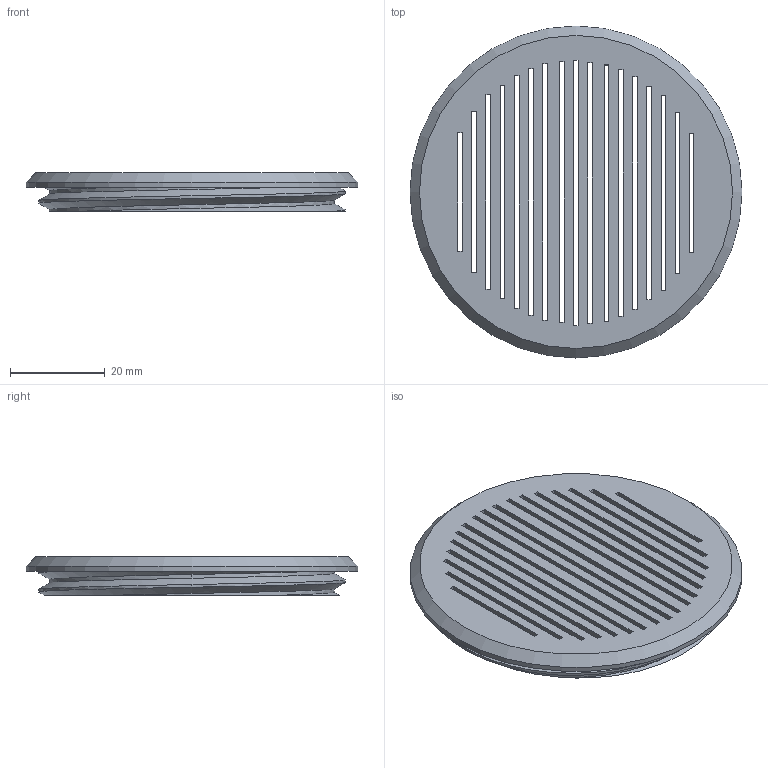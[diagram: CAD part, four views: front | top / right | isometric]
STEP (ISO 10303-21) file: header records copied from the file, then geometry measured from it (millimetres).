
FILE_DESCRIPTION(/* description */ (''),/* implementation_level */ '2;1');
FILE_NAME(/* name */ 'FireNose-Schraubboden.step',/* time_stamp */ '2025-11-08T18:19:04+01:00',/* author */ (''),/* organization */ (''),/* preprocessor_version */ 'ST-DEVELOPER v20.1',/* originating_system */ 'Autodesk Translation Framework v14.21.0.0',/* authorisation */ '');
FILE_SCHEMA (('AUTOMOTIVE_DESIGN { 1 0 10303 214 3 1 1 }'));
Length unit declared in the file: millimetre
Products named in the file (1): WS-Tiny-Schraubboden
Bounding box: 70 x 70 x 8.11 mm (x, y, z)
Volume: 10950.7 mm3; surface area: 13891.2 mm2
Topology: 1 solids, 1 shells, 175 faces, 560 edges, 373 vertices
Faces by surface type: plane 95, cylinder 42, torus 34, bspline 3, cone 1
Full cylindrical faces by diameter (mm): 58 x1, 60.126 x1, 70 x1
Entity records: 7271 total; most frequent: CARTESIAN_POINT 2311, ORIENTED_EDGE 1120, DIRECTION 927, EDGE_CURVE 560, VERTEX_POINT 373, LINE 353, VECTOR 353, AXIS2_PLACEMENT_3D 287
